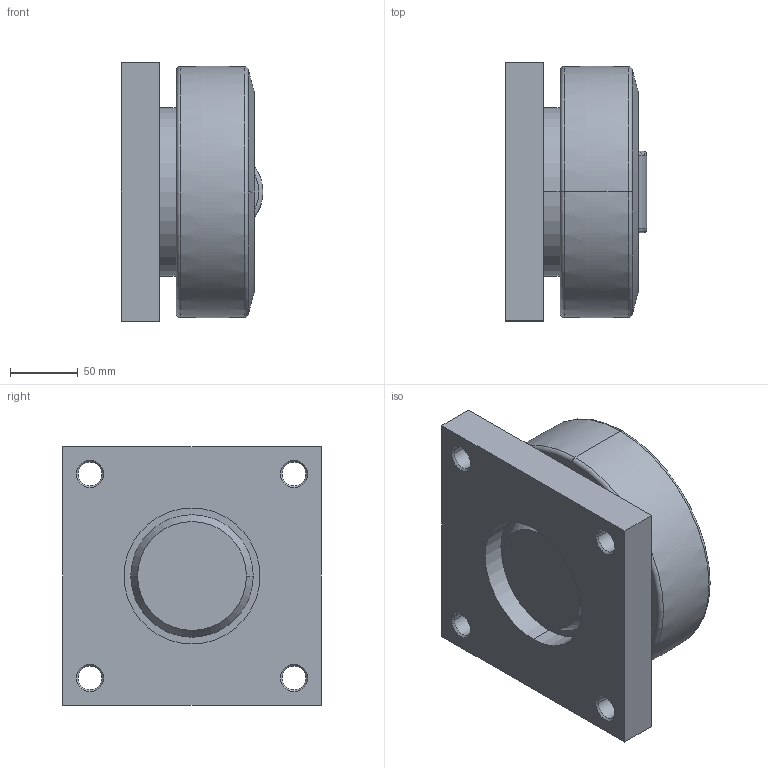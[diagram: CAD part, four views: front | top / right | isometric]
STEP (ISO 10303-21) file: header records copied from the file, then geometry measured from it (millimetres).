
FILE_DESCRIPTION(('STEP AP214'),'1');
FILE_NAME('PR_4_085_AP90Q.stp','2016-05-11T09:56:43',('TraceParts'),('TraceParts S.A.'),'Spatial InterOp 3D',' ',' ');
FILE_SCHEMA(('automotive_design'));
Length unit declared in the file: millimetre
Products named in the file (1): 1
Bounding box: 104.3 x 190 x 190 mm (x, y, z)
Volume: 2562500.6 mm3; surface area: 170194.7 mm2
Topology: 1 solids, 1 shells, 64 faces, 150 edges, 93 vertices
Faces by surface type: plane 22, cone 20, cylinder 14, torus 8
Entity records: 2032 total; most frequent: CARTESIAN_POINT 484, DIRECTION 347, ORIENTED_EDGE 300, EDGE_CURVE 150, AXIS2_PLACEMENT_3D 140, VERTEX_POINT 93, EDGE_LOOP 77, CIRCLE 75
